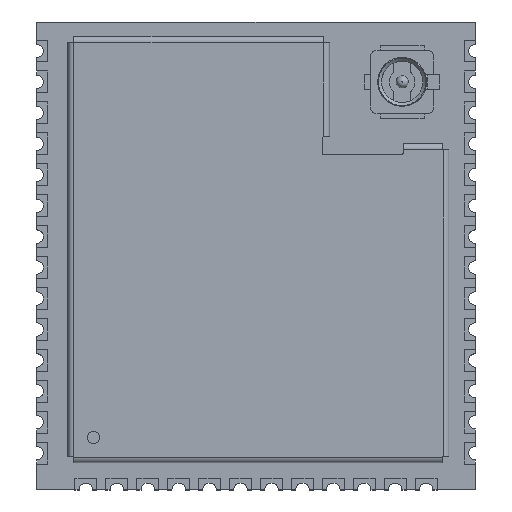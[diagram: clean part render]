
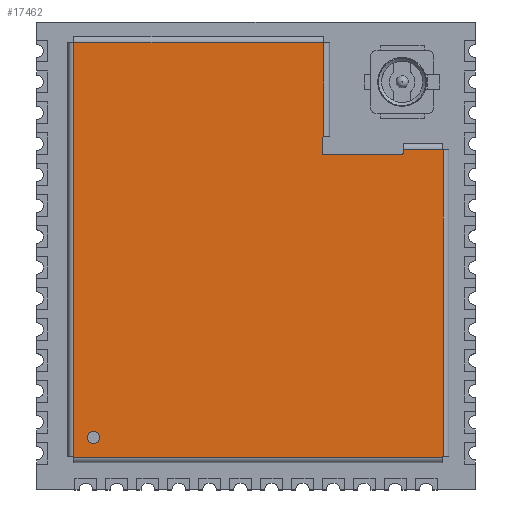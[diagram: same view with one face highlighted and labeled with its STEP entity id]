
A CAD part, top view. The second image highlights one B-rep face of the part: STEP entity #17462.
In plain terms, the highlighted planar face has unit normal (0, 0, 1).
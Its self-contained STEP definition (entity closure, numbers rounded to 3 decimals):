
#16344=EDGE_CURVE('',#16345,#16347,#16349,.T.);
#16345=VERTEX_POINT('',#16346);
#16346=CARTESIAN_POINT('',(2.77,8.75,2.4));
#16347=VERTEX_POINT('',#16348);
#16348=CARTESIAN_POINT('',(2.79,8.75,2.4));
#16349=LINE('',#16350,#16351);
#16350=CARTESIAN_POINT('',(2.77,8.75,2.4));
#16351=VECTOR('',#16352,1.0);
#16352=DIRECTION('',(1.0,0.0,0.0));
#16409=EDGE_CURVE('',#16410,#16412,#16414,.T.);
#16410=VERTEX_POINT('',#16411);
#16411=CARTESIAN_POINT('',(6.039,4.224,2.4));
#16412=VERTEX_POINT('',#16413);
#16413=CARTESIAN_POINT('',(6.039,4.37,2.4));
#16414=LINE('',#16415,#16416);
#16415=CARTESIAN_POINT('',(6.039,4.224,2.4));
#16416=VECTOR('',#16417,1.0);
#16417=DIRECTION('',(0.0,1.0,0.0));
#16474=EDGE_CURVE('',#16475,#16477,#16479,.T.);
#16475=VERTEX_POINT('',#16476);
#16476=CARTESIAN_POINT('',(7.67,4.35,2.4));
#16477=VERTEX_POINT('',#16478);
#16478=CARTESIAN_POINT('',(7.69,4.35,2.4));
#16479=LINE('',#16480,#16481);
#16480=CARTESIAN_POINT('',(7.67,4.35,2.4));
#16481=VECTOR('',#16482,1.0);
#16482=DIRECTION('',(1.0,0.0,0.0));
#16539=EDGE_CURVE('',#16540,#16542,#16544,.T.);
#16540=VERTEX_POINT('',#16541);
#16541=CARTESIAN_POINT('',(7.67,-8.25,2.4));
#16542=VERTEX_POINT('',#16543);
#16543=CARTESIAN_POINT('',(7.67,-8.27,2.4));
#16544=LINE('',#16545,#16546);
#16545=CARTESIAN_POINT('',(7.67,-8.25,2.4));
#16546=VECTOR('',#16547,1.0);
#16547=DIRECTION('',(0.0,-1.0,0.0));
#16604=EDGE_CURVE('',#16605,#16607,#16609,.T.);
#16605=VERTEX_POINT('',#16606);
#16606=CARTESIAN_POINT('',(-7.48,-8.25,2.4));
#16607=VERTEX_POINT('',#16608);
#16608=CARTESIAN_POINT('',(-7.5,-8.25,2.4));
#16609=LINE('',#16610,#16611);
#16610=CARTESIAN_POINT('',(-7.48,-8.25,2.4));
#16611=VECTOR('',#16612,1.0);
#16612=DIRECTION('',(-1.0,0.0,0.0));
#16669=EDGE_CURVE('',#16670,#16672,#16674,.T.);
#16670=VERTEX_POINT('',#16671);
#16671=CARTESIAN_POINT('',(-7.48,8.75,2.4));
#16672=VERTEX_POINT('',#16673);
#16673=CARTESIAN_POINT('',(-7.48,8.77,2.4));
#16674=LINE('',#16675,#16676);
#16675=CARTESIAN_POINT('',(-7.48,8.75,2.4));
#16676=VECTOR('',#16677,1.0);
#16677=DIRECTION('',(0.0,1.0,0.0));
#16745=VERTEX_POINT('',#16746);
#16746=CARTESIAN_POINT('',(2.79,4.894,2.4));
#16753=EDGE_CURVE('',#16745,#16754,#16756,.T.);
#16754=VERTEX_POINT('',#16755);
#16755=CARTESIAN_POINT('',(2.713,4.814,2.4));
#16756=CIRCLE('',#16757,0.08);
#16757=AXIS2_PLACEMENT_3D('',#16758,#16759,#16760);
#16758=CARTESIAN_POINT('',(2.793,4.814,2.4));
#16759=DIRECTION('',(0.0,0.0,1.0));
#16760=DIRECTION('',(1.0,0.0,0.0));
#16794=EDGE_CURVE('',#16754,#16795,#16797,.T.);
#16795=VERTEX_POINT('',#16796);
#16796=CARTESIAN_POINT('',(2.713,4.224,2.4));
#16797=LINE('',#16798,#16799);
#16798=CARTESIAN_POINT('',(2.713,4.814,2.4));
#16799=VECTOR('',#16800,1.0);
#16800=DIRECTION('',(0.0,-1.0,0.0));
#16826=EDGE_CURVE('',#16795,#16827,#16829,.T.);
#16827=VERTEX_POINT('',#16828);
#16828=CARTESIAN_POINT('',(2.793,4.144,2.4));
#16829=CIRCLE('',#16830,0.08);
#16830=AXIS2_PLACEMENT_3D('',#16831,#16832,#16833);
#16831=CARTESIAN_POINT('',(2.793,4.224,2.4));
#16832=DIRECTION('',(0.0,0.0,1.0));
#16833=DIRECTION('',(1.0,0.0,0.0));
#16858=EDGE_CURVE('',#16827,#16859,#16861,.T.);
#16859=VERTEX_POINT('',#16860);
#16860=CARTESIAN_POINT('',(5.959,4.144,2.4));
#16861=LINE('',#16862,#16863);
#16862=CARTESIAN_POINT('',(2.793,4.144,2.4));
#16863=VECTOR('',#16864,1.0);
#16864=DIRECTION('',(1.0,0.0,0.0));
#16888=EDGE_CURVE('',#16859,#16410,#16889,.T.);
#16889=CIRCLE('',#16890,0.08);
#16890=AXIS2_PLACEMENT_3D('',#16891,#16892,#16893);
#16891=CARTESIAN_POINT('',(5.959,4.224,2.4));
#16892=DIRECTION('',(0.0,0.0,1.0));
#16893=DIRECTION('',(-1.0,0.0,0.0));
#16915=VERTEX_POINT('',#16916);
#16916=CARTESIAN_POINT('',(2.77,8.77,2.4));
#16923=EDGE_CURVE('',#16915,#16345,#16924,.T.);
#16924=LINE('',#16925,#16926);
#16925=CARTESIAN_POINT('',(2.77,9.0,2.4));
#16926=VECTOR('',#16927,1.0);
#16927=DIRECTION('',(0.0,-1.0,0.0));
#17019=VERTEX_POINT('',#17020);
#17020=CARTESIAN_POINT('',(7.67,4.37,2.4));
#17027=EDGE_CURVE('',#17019,#16475,#17028,.T.);
#17028=LINE('',#17029,#17030);
#17029=CARTESIAN_POINT('',(7.67,4.6,2.4));
#17030=VECTOR('',#17031,1.0);
#17031=DIRECTION('',(0.0,-1.0,0.0));
#17075=VERTEX_POINT('',#17076);
#17076=CARTESIAN_POINT('',(7.69,-8.25,2.4));
#17083=EDGE_CURVE('',#17075,#16540,#17084,.T.);
#17084=LINE('',#17085,#17086);
#17085=CARTESIAN_POINT('',(7.92,-8.25,2.4));
#17086=VECTOR('',#17087,1.0);
#17087=DIRECTION('',(-1.0,0.0,0.0));
#17131=VERTEX_POINT('',#17132);
#17132=CARTESIAN_POINT('',(-7.48,-8.27,2.4));
#17139=EDGE_CURVE('',#17131,#16605,#17140,.T.);
#17140=LINE('',#17141,#17142);
#17141=CARTESIAN_POINT('',(-7.48,-8.5,2.4));
#17142=VECTOR('',#17143,1.0);
#17143=DIRECTION('',(0.0,1.0,0.0));
#17187=VERTEX_POINT('',#17188);
#17188=CARTESIAN_POINT('',(-7.5,8.75,2.4));
#17195=EDGE_CURVE('',#17187,#16670,#17196,.T.);
#17196=LINE('',#17197,#17198);
#17197=CARTESIAN_POINT('',(-7.73,8.75,2.4));
#17198=VECTOR('',#17199,1.0);
#17199=DIRECTION('',(1.0,0.0,0.0));
#17462=ADVANCED_FACE('',(#17463,#17474),#17528,.T.);
#17463=FACE_BOUND('',#17464,.T.);
#17464=EDGE_LOOP('',(#17465));
#17465=ORIENTED_EDGE('',*,*,#17466,.T.);
#17466=EDGE_CURVE('',#17467,#17467,#17469,.T.);
#17467=VERTEX_POINT('',#17468);
#17468=CARTESIAN_POINT('',(-6.421,-7.467,2.4));
#17469=CIRCLE('',#17470,0.25);
#17470=AXIS2_PLACEMENT_3D('',#17471,#17472,#17473);
#17471=CARTESIAN_POINT('',(-6.671,-7.467,2.4));
#17472=DIRECTION('',(0.0,0.0,-1.0));
#17473=DIRECTION('',(1.0,0.0,0.0));
#17474=FACE_BOUND('',#17475,.T.);
#17475=EDGE_LOOP('',(#17476,#17477,#17483,#17484,#17485,#17491,#17492,#17493,#17494,#17495,#17496,#17497,#17503,#17504,#17505,#17511,#17512,#17513,#17519,#17520,#17521,#17527));
#17476=ORIENTED_EDGE('',*,*,#17083,.F.);
#17477=ORIENTED_EDGE('',*,*,#17478,.T.);
#17478=EDGE_CURVE('',#17075,#16477,#17479,.F.);
#17479=LINE('',#17480,#17481);
#17480=CARTESIAN_POINT('',(7.69,4.35,2.4));
#17481=VECTOR('',#17482,1.0);
#17482=DIRECTION('',(0.,-1.0,0.0));
#17483=ORIENTED_EDGE('',*,*,#16474,.F.);
#17484=ORIENTED_EDGE('',*,*,#17027,.F.);
#17485=ORIENTED_EDGE('',*,*,#17486,.T.);
#17486=EDGE_CURVE('',#17019,#16412,#17487,.F.);
#17487=LINE('',#17488,#17489);
#17488=CARTESIAN_POINT('',(6.039,4.37,2.4));
#17489=VECTOR('',#17490,1.0);
#17490=DIRECTION('',(1.0,0.0,0.0));
#17491=ORIENTED_EDGE('',*,*,#16409,.F.);
#17492=ORIENTED_EDGE('',*,*,#16888,.F.);
#17493=ORIENTED_EDGE('',*,*,#16858,.F.);
#17494=ORIENTED_EDGE('',*,*,#16826,.F.);
#17495=ORIENTED_EDGE('',*,*,#16794,.F.);
#17496=ORIENTED_EDGE('',*,*,#16753,.F.);
#17497=ORIENTED_EDGE('',*,*,#17498,.T.);
#17498=EDGE_CURVE('',#16745,#16347,#17499,.F.);
#17499=LINE('',#17500,#17501);
#17500=CARTESIAN_POINT('',(2.79,8.75,2.4));
#17501=VECTOR('',#17502,1.0);
#17502=DIRECTION('',(0.,-1.0,0.0));
#17503=ORIENTED_EDGE('',*,*,#16344,.F.);
#17504=ORIENTED_EDGE('',*,*,#16923,.F.);
#17505=ORIENTED_EDGE('',*,*,#17506,.T.);
#17506=EDGE_CURVE('',#16915,#16672,#17507,.F.);
#17507=LINE('',#17508,#17509);
#17508=CARTESIAN_POINT('',(-7.48,8.77,2.4));
#17509=VECTOR('',#17510,1.0);
#17510=DIRECTION('',(1.0,0.,0.0));
#17511=ORIENTED_EDGE('',*,*,#16669,.F.);
#17512=ORIENTED_EDGE('',*,*,#17195,.F.);
#17513=ORIENTED_EDGE('',*,*,#17514,.T.);
#17514=EDGE_CURVE('',#17187,#16607,#17515,.F.);
#17515=LINE('',#17516,#17517);
#17516=CARTESIAN_POINT('',(-7.5,-8.25,2.4));
#17517=VECTOR('',#17518,1.0);
#17518=DIRECTION('',(0.0,1.0,0.0));
#17519=ORIENTED_EDGE('',*,*,#16604,.F.);
#17520=ORIENTED_EDGE('',*,*,#17139,.F.);
#17521=ORIENTED_EDGE('',*,*,#17522,.T.);
#17522=EDGE_CURVE('',#17131,#16542,#17523,.F.);
#17523=LINE('',#17524,#17525);
#17524=CARTESIAN_POINT('',(7.67,-8.27,2.4));
#17525=VECTOR('',#17526,1.0);
#17526=DIRECTION('',(-1.0,0.0,0.0));
#17527=ORIENTED_EDGE('',*,*,#16539,.F.);
#17528=PLANE('',#17529);
#17529=AXIS2_PLACEMENT_3D('',#17530,#17531,#17532);
#17530=CARTESIAN_POINT('',(2.793,4.814,2.4));
#17531=DIRECTION('',(0.0,0.0,1.0));
#17532=DIRECTION('',(1.0,0.0,0.0));
